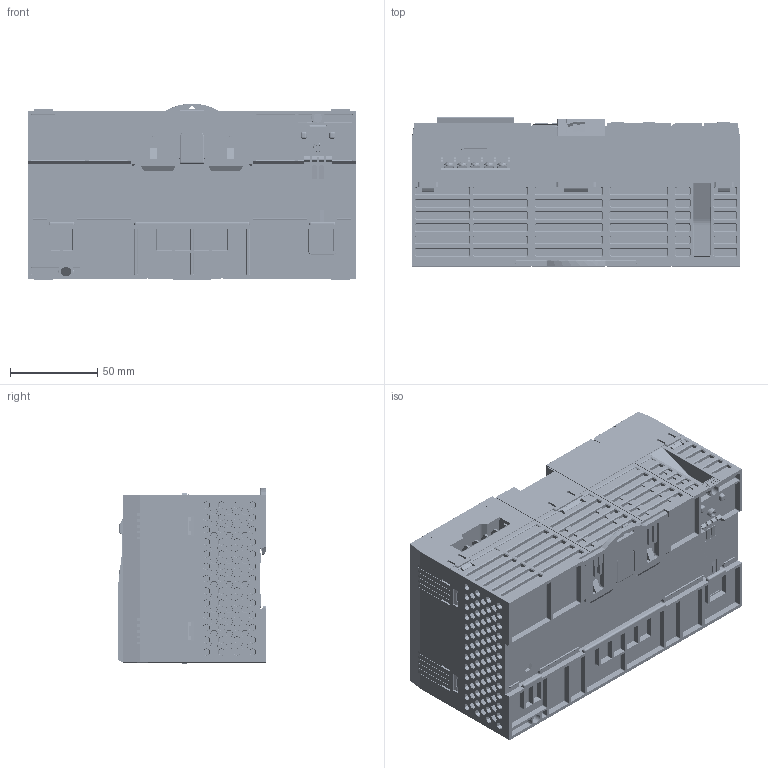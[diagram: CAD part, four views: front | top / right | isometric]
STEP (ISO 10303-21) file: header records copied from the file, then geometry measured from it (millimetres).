
FILE_DESCRIPTION((''),'2;1');
FILE_NAME('E32A_SW','2023-03-21T14:54:17',('A003218448'),(''),'CREO PARAMETRIC BY PTC INC, 2020354','CREO PARAMETRIC BY PTC INC, 2020354','');
FILE_SCHEMA(('CONFIG_CONTROL_DESIGN','SHAPE_APPEARANCE_LAYERS_GROUPS'));
Products named in the file (1): E32A_SW
Bounding box: 188 x 85.1 x 101 mm (x, y, z)
Volume: 1392375.4 mm3; surface area: 141791.1 mm2
Topology: 1 solids, 1 shells, 8847 faces, 23314 edges, 14718 vertices
Faces by surface type: plane 6145, cylinder 1927, cone 388, torus 168, bspline 123, sphere 86, revolution 10
Entity records: 361417 total; most frequent: CARTESIAN_POINT 83415, ORIENTED_EDGE 46468, DIRECTION 43716, EDGE_CURVE 23234, VECTOR 17896, LINE 17896, VERTEX_POINT 14718, AXIS2_PLACEMENT_3D 12905
